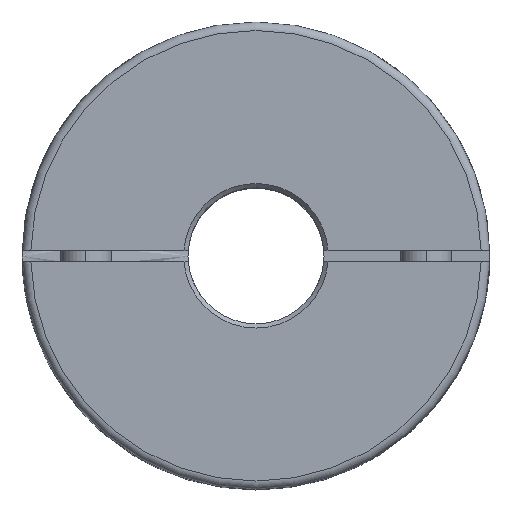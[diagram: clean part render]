
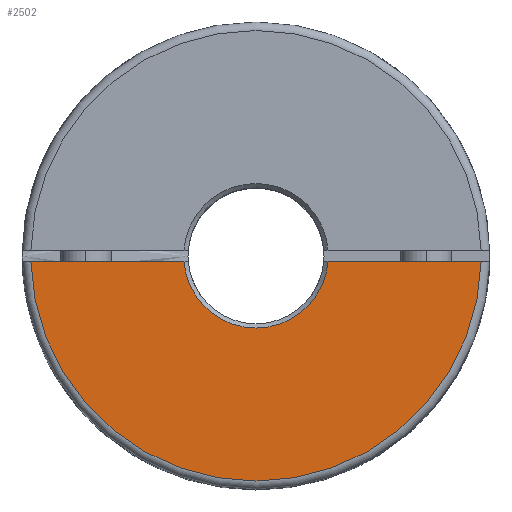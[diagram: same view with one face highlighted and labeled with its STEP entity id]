
A CAD part, top view. The second image highlights one B-rep face of the part: STEP entity #2502.
In plain terms, the highlighted planar face has unit normal (0, 0, 1).
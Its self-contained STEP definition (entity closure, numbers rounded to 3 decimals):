
#126 = EDGE_LOOP ( 'NONE', ( #8017, #5405, #3839, #1895 ) ) ;
#576 = VERTEX_POINT ( 'NONE', #4856 ) ;
#641 = EDGE_CURVE ( 'NONE', #5919, #576, #3164, .T. ) ;
#1043 = AXIS2_PLACEMENT_3D ( 'NONE', #2050, #3803, #2006 ) ;
#1090 = CARTESIAN_POINT ( 'NONE',  ( 0., -0.65, 23. ) ) ;
#1302 = LINE ( 'NONE', #1090, #6974 ) ;
#1310 = PLANE ( 'NONE',  #1043 ) ;
#1895 = ORIENTED_EDGE ( 'NONE', *, *, #3084, .T. ) ;
#1917 = CIRCLE ( 'NONE', #2968, 8.5 ) ;
#2006 = DIRECTION ( 'NONE',  ( 1., 0., 0. ) ) ;
#2050 = CARTESIAN_POINT ( 'NONE',  ( 0., 0., 23. ) ) ;
#2502 = ADVANCED_FACE ( 'NONE', ( #2587 ), #1310, .T. ) ;
#2587 = FACE_OUTER_BOUND ( 'NONE', #126, .T. ) ;
#2968 = AXIS2_PLACEMENT_3D ( 'NONE', #7638, #3149, #3241 ) ;
#3084 = EDGE_CURVE ( 'NONE', #5369, #4693, #1302, .T. ) ;
#3127 = CARTESIAN_POINT ( 'NONE',  ( 0., -0.65, 23. ) ) ;
#3149 = DIRECTION ( 'NONE',  ( 0., 0., -1. ) ) ;
#3164 = LINE ( 'NONE', #3127, #7161 ) ;
#3202 = CARTESIAN_POINT ( 'NONE',  ( -8.475, -0.65, 23. ) ) ;
#3241 = DIRECTION ( 'NONE',  ( 1., 0., 0. ) ) ;
#3570 = CARTESIAN_POINT ( 'NONE',  ( 26.492, -0.65, 23. ) ) ;
#3803 = DIRECTION ( 'NONE',  ( 0., 0., 1. ) ) ;
#3839 = ORIENTED_EDGE ( 'NONE', *, *, #4044, .T. ) ;
#4044 = EDGE_CURVE ( 'NONE', #576, #5369, #1917, .T. ) ;
#4126 = CARTESIAN_POINT ( 'NONE',  ( -26.492, -0.65, 23. ) ) ;
#4693 = VERTEX_POINT ( 'NONE', #4126 ) ;
#4856 = CARTESIAN_POINT ( 'NONE',  ( 8.475, -0.65, 23. ) ) ;
#4917 = DIRECTION ( 'NONE',  ( -1., 0., 0. ) ) ;
#5230 = DIRECTION ( 'NONE',  ( 1., 0., 0. ) ) ;
#5369 = VERTEX_POINT ( 'NONE', #3202 ) ;
#5405 = ORIENTED_EDGE ( 'NONE', *, *, #641, .T. ) ;
#5648 = AXIS2_PLACEMENT_3D ( 'NONE', #7580, #6410, #5230 ) ;
#5843 = EDGE_CURVE ( 'NONE', #4693, #5919, #7352, .T. ) ;
#5919 = VERTEX_POINT ( 'NONE', #3570 ) ;
#6410 = DIRECTION ( 'NONE',  ( 0., 0., 1. ) ) ;
#6974 = VECTOR ( 'NONE', #4917, 1000. ) ;
#7161 = VECTOR ( 'NONE', #7996, 1000. ) ;
#7352 = CIRCLE ( 'NONE', #5648, 26.5 ) ;
#7580 = CARTESIAN_POINT ( 'NONE',  ( 0., 0., 23. ) ) ;
#7638 = CARTESIAN_POINT ( 'NONE',  ( 0., 0., 23. ) ) ;
#7996 = DIRECTION ( 'NONE',  ( -1., 0., 0. ) ) ;
#8017 = ORIENTED_EDGE ( 'NONE', *, *, #5843, .T. ) ;
